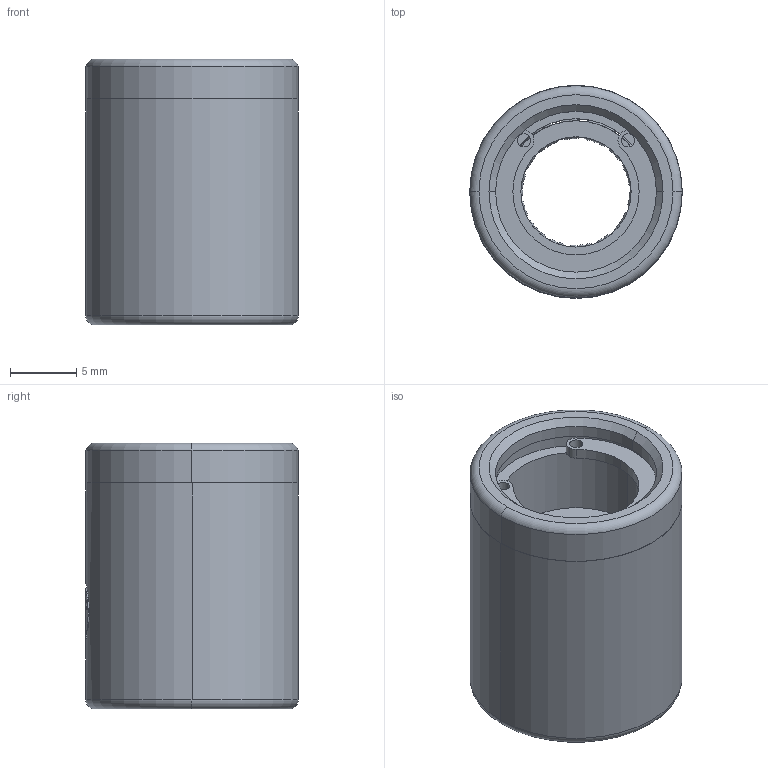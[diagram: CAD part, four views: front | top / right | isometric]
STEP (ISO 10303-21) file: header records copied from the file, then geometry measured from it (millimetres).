
FILE_DESCRIPTION (( 'STEP AP214' ), '1' );
FILE_NAME ('GBBL-D16-d8-L20.STEP', '2021-08-06T07:59:03', ( 'User' ), ( 'china' ), 'SwSTEP 2.0', 'SolidWorks 2016', '' );
FILE_SCHEMA (( 'AUTOMOTIVE_DESIGN' ));
Length unit declared in the file: millimetre
Products named in the file (6): BSH紩杶-d8-L10; 紩-D1.5; GBBL囀縐-D12.5; GBBL-D16-L20; GBBL-D16-d8-L20
Assembly tree (40 placements, depth 3):
  GBBL-D16-d8-L20
    GBBL-D16-L20
    GBBL囀縐-D12.5  x2
    BSH紩杶-d8-L10
      BSH紩杶-d8-L10
      紩-D1.5  x35
Bounding box: 16 x 16 x 20 mm (x, y, z)
Volume: 2370.2 mm3; surface area: 3254.8 mm2
Topology: 39 solids, 39 shells, 225 faces, 847 edges, 562 vertices
Faces by surface type: sphere 140, cylinder 56, plane 21, cone 4, torus 4
Entity records: 6657 total; most frequent: CARTESIAN_POINT 2627, ORIENTED_EDGE 780, DIRECTION 738, EDGE_CURVE 390, AXIS2_PLACEMENT_3D 336, VERTEX_POINT 258, EDGE_LOOP 222, B_SPLINE_CURVE_WITH_KNOTS 170
